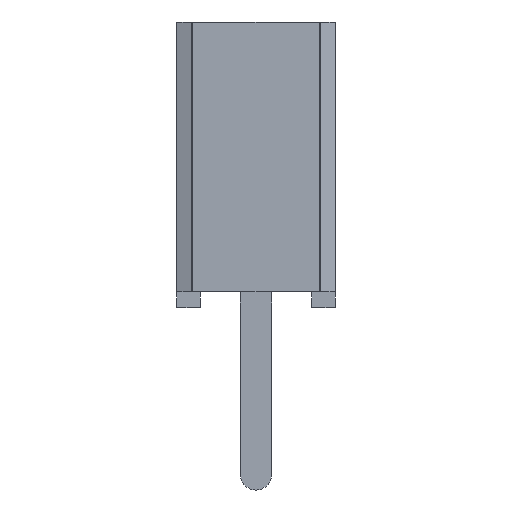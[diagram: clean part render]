
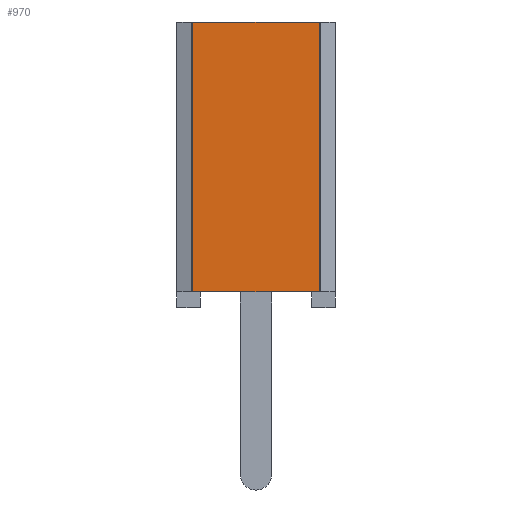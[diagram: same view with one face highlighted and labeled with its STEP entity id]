
A CAD part, left-side view. The second image highlights one B-rep face of the part: STEP entity #970.
In plain terms, the highlighted planar face has unit normal (-1, 0, 0).
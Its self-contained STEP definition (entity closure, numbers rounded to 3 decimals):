
#970 = ADVANCED_FACE('',(#971),#1005,.F.);
#971 = FACE_BOUND('',#972,.T.);
#972 = EDGE_LOOP('',(#973,#983,#991,#999));
#973 = ORIENTED_EDGE('',*,*,#974,.T.);
#974 = EDGE_CURVE('',#975,#977,#979,.T.);
#975 = VERTEX_POINT('',#976);
#976 = CARTESIAN_POINT('',(-3.289,1.026,4.572));
#977 = VERTEX_POINT('',#978);
#978 = CARTESIAN_POINT('',(-3.289,1.026,0.254));
#979 = LINE('',#980,#981);
#980 = CARTESIAN_POINT('',(-3.289,1.026,4.572));
#981 = VECTOR('',#982,1.);
#982 = DIRECTION('',(0.,0.,-1.));
#983 = ORIENTED_EDGE('',*,*,#984,.T.);
#984 = EDGE_CURVE('',#977,#985,#987,.T.);
#985 = VERTEX_POINT('',#986);
#986 = CARTESIAN_POINT('',(-3.289,-1.026,0.254));
#987 = LINE('',#988,#989);
#988 = CARTESIAN_POINT('',(-3.289,0.889,0.254));
#989 = VECTOR('',#990,1.);
#990 = DIRECTION('',(0.,-1.,0.));
#991 = ORIENTED_EDGE('',*,*,#992,.T.);
#992 = EDGE_CURVE('',#985,#993,#995,.T.);
#993 = VERTEX_POINT('',#994);
#994 = CARTESIAN_POINT('',(-3.289,-1.026,4.572));
#995 = LINE('',#996,#997);
#996 = CARTESIAN_POINT('',(-3.289,-1.026,4.572));
#997 = VECTOR('',#998,1.);
#998 = DIRECTION('',(0.,0.,1.));
#999 = ORIENTED_EDGE('',*,*,#1000,.F.);
#1000 = EDGE_CURVE('',#975,#993,#1001,.T.);
#1001 = LINE('',#1002,#1003);
#1002 = CARTESIAN_POINT('',(-3.289,1.27,4.572));
#1003 = VECTOR('',#1004,1.);
#1004 = DIRECTION('',(0.,-1.,0.));
#1005 = PLANE('',#1006);
#1006 = AXIS2_PLACEMENT_3D('',#1007,#1008,#1009);
#1007 = CARTESIAN_POINT('',(-3.289,1.27,4.572));
#1008 = DIRECTION('',(1.,0.,0.));
#1009 = DIRECTION('',(-0.,1.,0.));
